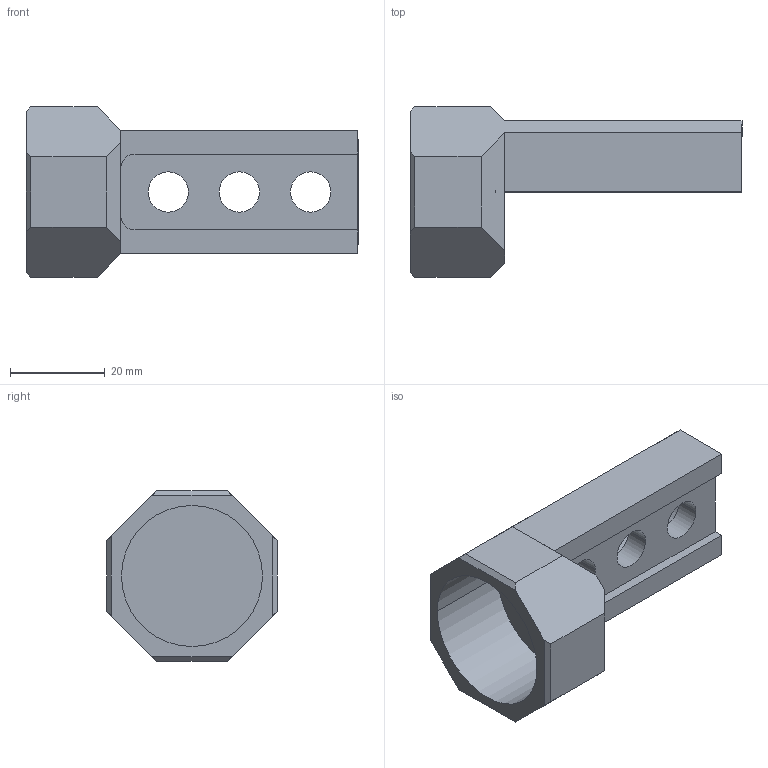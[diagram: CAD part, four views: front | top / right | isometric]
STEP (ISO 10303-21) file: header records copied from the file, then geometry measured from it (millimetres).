
FILE_DESCRIPTION (( 'STEP AP214' ), '1' );
FILE_NAME ('1 Adaptateur Buffer AR15 V1.STEP', '2024-12-06T22:14:59', ( '' ), ( '' ), 'SwSTEP 2.0', 'SolidWorks 2024', '' );
FILE_SCHEMA (( 'AUTOMOTIVE_DESIGN' ));
Length unit declared in the file: millimetre
Products named in the file (1): 1 Adaptateur Buffer AR15 V1
Bounding box: 70 x 36 x 36 mm (x, y, z)
Volume: 20496.1 mm3; surface area: 11004.3 mm2
Topology: 1 solids, 1 shells, 44 faces, 118 edges, 78 vertices
Faces by surface type: plane 31, cylinder 13
Entity records: 1407 total; most frequent: CARTESIAN_POINT 241, ORIENTED_EDGE 236, DIRECTION 234, EDGE_CURVE 118, LINE 92, VECTOR 92, VERTEX_POINT 78, AXIS2_PLACEMENT_3D 71
